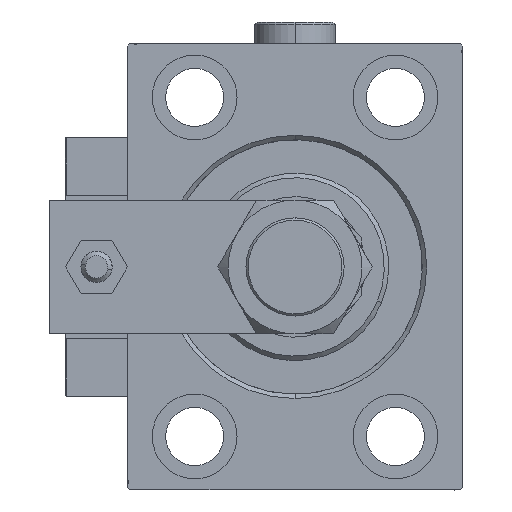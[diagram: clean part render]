
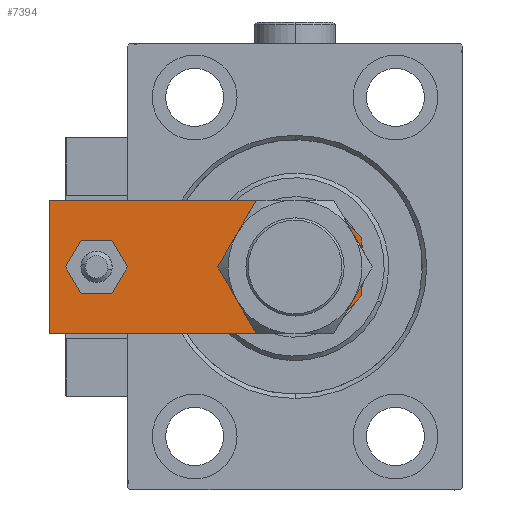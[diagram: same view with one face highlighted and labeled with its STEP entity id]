
A CAD part, left-side view. The second image highlights one B-rep face of the part: STEP entity #7394.
In plain terms, the highlighted face is planar.
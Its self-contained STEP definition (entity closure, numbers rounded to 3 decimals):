
#296 = DIRECTION ( 'NONE',  ( -1., 0., 0. ) ) ;
#553 = EDGE_CURVE ( 'NONE', #29699, #49861, #28478, .T. ) ;
#1113 = CARTESIAN_POINT ( 'NONE',  ( -6.5, 0., 8. ) ) ;
#1743 = CARTESIAN_POINT ( 'NONE',  ( -15., 70., 8. ) ) ;
#3093 = CARTESIAN_POINT ( 'NONE',  ( 10., 15., 8. ) ) ;
#3170 = VERTEX_POINT ( 'NONE', #1113 ) ;
#3216 = CARTESIAN_POINT ( 'NONE',  ( -3.25, -3.25, 8. ) ) ;
#3496 = DIRECTION ( 'NONE',  ( 1., 0., 0. ) ) ;
#5295 = CIRCLE ( 'NONE', #10418, 10. ) ;
#5855 = EDGE_CURVE ( 'NONE', #12255, #40969, #27216, .T. ) ;
#5869 = EDGE_LOOP ( 'NONE', ( #8520, #32706 ) ) ;
#7282 = VECTOR ( 'NONE', #34761, 1000. ) ;
#7394 = ADVANCED_FACE ( 'NONE', ( #12032, #45083, #48854 ), #11771, .T. ) ;
#8520 = ORIENTED_EDGE ( 'NONE', *, *, #553, .F. ) ;
#8723 = ORIENTED_EDGE ( 'NONE', *, *, #5855, .T. ) ;
#9262 = DIRECTION ( 'NONE',  ( 0., 0., 1. ) ) ;
#9939 = CIRCLE ( 'NONE', #33075, 4. ) ;
#10019 = DIRECTION ( 'NONE',  ( 1., 0., 0. ) ) ;
#10418 = AXIS2_PLACEMENT_3D ( 'NONE', #33757, #25945, #50180 ) ;
#11614 = CARTESIAN_POINT ( 'NONE',  ( 15., 0., 8. ) ) ;
#11771 = PLANE ( 'NONE',  #47695 ) ;
#11845 = VECTOR ( 'NONE', #20063, 1000. ) ;
#12032 = FACE_BOUND ( 'NONE', #52400, .T. ) ;
#12255 = VERTEX_POINT ( 'NONE', #13539 ) ;
#12795 = ORIENTED_EDGE ( 'NONE', *, *, #40444, .T. ) ;
#12941 = CARTESIAN_POINT ( 'NONE',  ( -4., 59.5, 8. ) ) ;
#13539 = CARTESIAN_POINT ( 'NONE',  ( -15., 70., 8. ) ) ;
#14500 = CARTESIAN_POINT ( 'NONE',  ( -10., 15., 8. ) ) ;
#15428 = CARTESIAN_POINT ( 'NONE',  ( 6.5, 0., 8. ) ) ;
#15838 = CARTESIAN_POINT ( 'NONE',  ( 0., 15., 8. ) ) ;
#16614 = DIRECTION ( 'NONE',  ( 0.707, -0.707, 0. ) ) ;
#18243 = CIRCLE ( 'NONE', #48257, 4. ) ;
#18373 = ORIENTED_EDGE ( 'NONE', *, *, #22499, .F. ) ;
#19933 = AXIS2_PLACEMENT_3D ( 'NONE', #15838, #24410, #3496 ) ;
#20063 = DIRECTION ( 'NONE',  ( 0.707, 0.707, 0. ) ) ;
#20069 = DIRECTION ( 'NONE',  ( 1., 0., 0. ) ) ;
#20826 = EDGE_CURVE ( 'NONE', #40969, #3170, #52652, .T. ) ;
#22241 = EDGE_CURVE ( 'NONE', #3170, #30404, #46834, .T. ) ;
#22499 = EDGE_CURVE ( 'NONE', #34611, #46197, #18243, .T. ) ;
#24410 = DIRECTION ( 'NONE',  ( 0., 0., 1. ) ) ;
#24482 = CARTESIAN_POINT ( 'NONE',  ( 15., 70., 8. ) ) ;
#25945 = DIRECTION ( 'NONE',  ( 0., 0., 1. ) ) ;
#26451 = CARTESIAN_POINT ( 'NONE',  ( 15., 8.5, 8. ) ) ;
#26785 = VECTOR ( 'NONE', #10019, 1000. ) ;
#27216 = LINE ( 'NONE', #1743, #7282 ) ;
#27616 = CARTESIAN_POINT ( 'NONE',  ( 0., 59.5, 8. ) ) ;
#27776 = ORIENTED_EDGE ( 'NONE', *, *, #22241, .T. ) ;
#27817 = CARTESIAN_POINT ( 'NONE',  ( -15., 8.5, 8. ) ) ;
#27902 = ORIENTED_EDGE ( 'NONE', *, *, #48157, .T. ) ;
#28127 = CARTESIAN_POINT ( 'NONE',  ( 3.25, -3.25, 8. ) ) ;
#28478 = CIRCLE ( 'NONE', #19933, 10. ) ;
#29651 = EDGE_CURVE ( 'NONE', #46197, #34611, #9939, .T. ) ;
#29699 = VERTEX_POINT ( 'NONE', #14500 ) ;
#30404 = VERTEX_POINT ( 'NONE', #15428 ) ;
#30938 = CARTESIAN_POINT ( 'NONE',  ( -15., 0., 8. ) ) ;
#32706 = ORIENTED_EDGE ( 'NONE', *, *, #38686, .F. ) ;
#33040 = LINE ( 'NONE', #45964, #34513 ) ;
#33075 = AXIS2_PLACEMENT_3D ( 'NONE', #46082, #9262, #46333 ) ;
#33251 = EDGE_LOOP ( 'NONE', ( #8723, #48209, #27776, #46978, #27902, #12795 ) ) ;
#33613 = VECTOR ( 'NONE', #16614, 1000. ) ;
#33757 = CARTESIAN_POINT ( 'NONE',  ( 0., 15., 8. ) ) ;
#34513 = VECTOR ( 'NONE', #296, 1000. ) ;
#34611 = VERTEX_POINT ( 'NONE', #12941 ) ;
#34761 = DIRECTION ( 'NONE',  ( 0., -1., 0. ) ) ;
#36982 = LINE ( 'NONE', #28127, #11845 ) ;
#37361 = VECTOR ( 'NONE', #44405, 1000. ) ;
#38142 = EDGE_CURVE ( 'NONE', #30404, #45109, #36982, .T. ) ;
#38686 = EDGE_CURVE ( 'NONE', #49861, #29699, #5295, .T. ) ;
#40444 = EDGE_CURVE ( 'NONE', #46580, #12255, #33040, .T. ) ;
#40779 = DIRECTION ( 'NONE',  ( 0., 0., 1. ) ) ;
#40969 = VERTEX_POINT ( 'NONE', #27817 ) ;
#42924 = ORIENTED_EDGE ( 'NONE', *, *, #29651, .F. ) ;
#44405 = DIRECTION ( 'NONE',  ( 0., 1., 0. ) ) ;
#44481 = CARTESIAN_POINT ( 'NONE',  ( 4., 59.5, 8. ) ) ;
#45083 = FACE_OUTER_BOUND ( 'NONE', #33251, .T. ) ;
#45109 = VERTEX_POINT ( 'NONE', #26451 ) ;
#45964 = CARTESIAN_POINT ( 'NONE',  ( 15., 70., 8. ) ) ;
#46082 = CARTESIAN_POINT ( 'NONE',  ( 0., 59.5, 8. ) ) ;
#46197 = VERTEX_POINT ( 'NONE', #44481 ) ;
#46333 = DIRECTION ( 'NONE',  ( 1., 0., 0. ) ) ;
#46580 = VERTEX_POINT ( 'NONE', #24482 ) ;
#46834 = LINE ( 'NONE', #30938, #26785 ) ;
#46978 = ORIENTED_EDGE ( 'NONE', *, *, #38142, .T. ) ;
#47695 = AXIS2_PLACEMENT_3D ( 'NONE', #52625, #40779, #20069 ) ;
#47833 = DIRECTION ( 'NONE',  ( 1., 0., 0. ) ) ;
#48088 = DIRECTION ( 'NONE',  ( 0., 0., 1. ) ) ;
#48157 = EDGE_CURVE ( 'NONE', #45109, #46580, #48427, .T. ) ;
#48209 = ORIENTED_EDGE ( 'NONE', *, *, #20826, .T. ) ;
#48257 = AXIS2_PLACEMENT_3D ( 'NONE', #27616, #48088, #47833 ) ;
#48427 = LINE ( 'NONE', #11614, #37361 ) ;
#48854 = FACE_BOUND ( 'NONE', #5869, .T. ) ;
#49861 = VERTEX_POINT ( 'NONE', #3093 ) ;
#50180 = DIRECTION ( 'NONE',  ( 1., 0., 0. ) ) ;
#52400 = EDGE_LOOP ( 'NONE', ( #18373, #42924 ) ) ;
#52625 = CARTESIAN_POINT ( 'NONE',  ( 0., 0., 8. ) ) ;
#52652 = LINE ( 'NONE', #3216, #33613 ) ;
